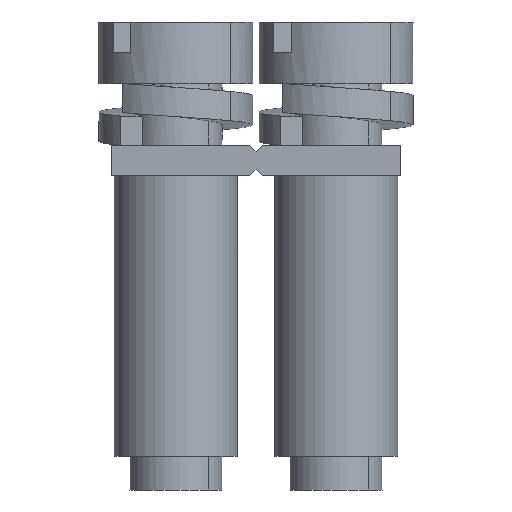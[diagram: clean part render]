
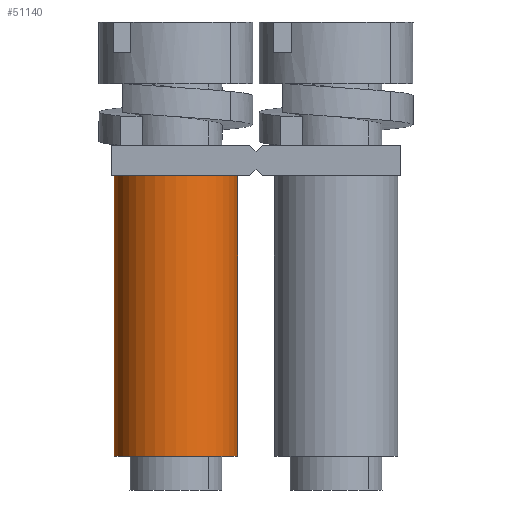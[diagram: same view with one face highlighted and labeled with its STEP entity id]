
A CAD part, front view. The second image highlights one B-rep face of the part: STEP entity #51140.
In plain terms, the highlighted cylindrical face has radius 2 mm (diameter 4 mm), a partial arc.
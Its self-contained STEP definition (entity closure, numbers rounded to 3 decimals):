
#3470=CARTESIAN_POINT('',(0.,0.,0.));
#3480=DIRECTION('',(0.,-1.,0.));
#3490=DIRECTION('',(1.,0.,0.));
#3500=AXIS2_PLACEMENT_3D('',#3470,#3480,#3490);
#3510=CIRCLE('',#3500,2.);
#3520=CARTESIAN_POINT('',(2.,0.,0.));
#3530=VERTEX_POINT('',#3520);
#3540=CARTESIAN_POINT('',(-2.,0.,0.));
#3550=VERTEX_POINT('',#3540);
#3560=EDGE_CURVE('',#3530,#3550,#3510,.T.);
#4770=CARTESIAN_POINT('',(2.,-20.,0.));
#4780=DIRECTION('',(0.,-1.,0.));
#4790=VECTOR('',#4780,1.);
#4800=LINE('',#4770,#4790);
#4810=CARTESIAN_POINT('',(2.,-9.1,0.));
#4820=VERTEX_POINT('',#4810);
#4830=EDGE_CURVE('',#3530,#4820,#4800,.T.);
#4860=CARTESIAN_POINT('',(-2.,-20.,0.));
#4870=DIRECTION('',(0.,-1.,0.));
#4880=VECTOR('',#4870,1.);
#4890=LINE('',#4860,#4880);
#4900=CARTESIAN_POINT('',(-2.,-9.1,0.));
#4910=VERTEX_POINT('',#4900);
#4920=EDGE_CURVE('',#3550,#4910,#4890,.T.);
#4940=CARTESIAN_POINT('',(0.,-9.1,0.))
;
#4950=DIRECTION('',(0.,-1.,0.));
#4960=DIRECTION('',(1.,0.,0.));
#4970=AXIS2_PLACEMENT_3D('',#4940,#4950,#4960);
#4980=CIRCLE('',#4970,2.);
#5310=EDGE_CURVE('',#4820,#4910,#4980,.T.);
#51030=CARTESIAN_POINT('',(0.,-20.,0.)
);
#51040=DIRECTION('',(0.,-1.,0.));
#51050=DIRECTION('',(1.,0.,0.));
#51060=AXIS2_PLACEMENT_3D('',#51030,#51040,#51050);
#51070=CYLINDRICAL_SURFACE('',#51060,2.);
#51080=ORIENTED_EDGE('',*,*,#5310,.F.);
#51090=ORIENTED_EDGE('',*,*,#4920,.T.);
#51100=ORIENTED_EDGE('',*,*,#3560,.T.);
#51110=ORIENTED_EDGE('',*,*,#4830,.F.);
#51120=EDGE_LOOP('',(#51110,#51100,#51090,#51080));
#51130=FACE_OUTER_BOUND('',#51120,.T.);
#51140=ADVANCED_FACE('',(#51130),#51070,.T.);
